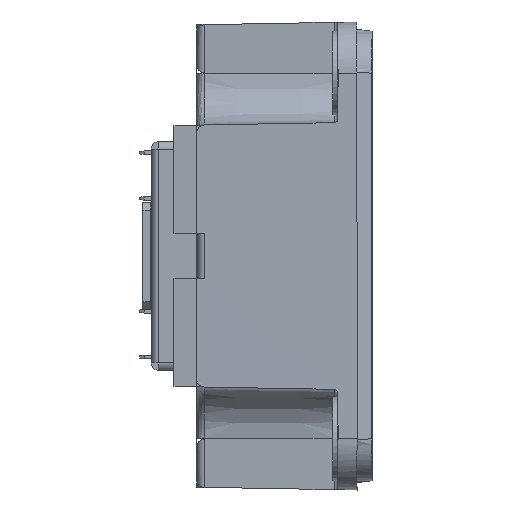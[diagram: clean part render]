
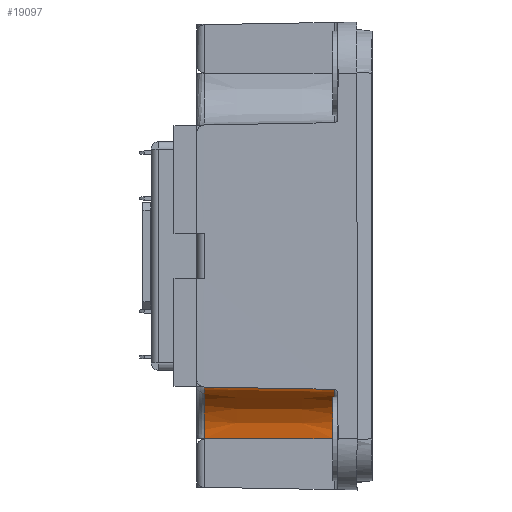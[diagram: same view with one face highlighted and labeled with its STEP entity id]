
A CAD part, left-side view. The second image highlights one B-rep face of the part: STEP entity #19097.
In plain terms, the highlighted conical face has half-angle 1 degrees and reference radius 6.509 mm.
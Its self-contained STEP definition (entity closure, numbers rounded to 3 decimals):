
#175 = VERTEX_POINT ( 'NONE', #2456 ) ;
#216 = EDGE_CURVE ( 'NONE', #259, #175, #2666, .T. ) ;
#259 = VERTEX_POINT ( 'NONE', #2962 ) ;
#2456 = CARTESIAN_POINT ( 'NONE',  ( -46.5, 22.017, -17.194 ) ) ;
#2661 = DIRECTION ( 'NONE',  ( 0., 0., -1. ) ) ;
#2663 = DIRECTION ( 'NONE',  ( 0., -1., 0. ) ) ;
#2665 = AXIS2_PLACEMENT_3D ( 'NONE', #2678, #2663, #2661 ) ;
#2666 = CIRCLE ( 'NONE', #2665, 6.806 ) ;
#2678 = CARTESIAN_POINT ( 'NONE',  ( -46.5, 22.017, -24. ) ) ;
#2962 = CARTESIAN_POINT ( 'NONE',  ( -39.694, 22.017, -24. ) ) ;
#12292 = DIRECTION ( 'NONE',  ( 0., 1., 0. ) ) ;
#12299 = CARTESIAN_POINT ( 'NONE',  ( -46.5, 4.991, -24. ) ) ;
#12302 = FACE_OUTER_BOUND ( 'NONE', #19408, .T. ) ;
#12303 = DIRECTION ( 'NONE',  ( 0., 0., 1. ) ) ;
#12312 = CONICAL_SURFACE ( 'NONE', #12322, 6.509, 0.017 ) ;
#12322 = AXIS2_PLACEMENT_3D ( 'NONE', #12299, #12292, #12303 ) ;
#12358 = CARTESIAN_POINT ( 'NONE',  ( -39.991, 4.991, -24. ) ) ;
#12366 = CARTESIAN_POINT ( 'NONE',  ( -46.5, 4.991, -17.491 ) ) ;
#12367 = CIRCLE ( 'NONE', #12444, 6.509 ) ;
#12439 = DIRECTION ( 'NONE',  ( 0., 0., 1. ) ) ;
#12441 = DIRECTION ( 'NONE',  ( 0., -1., 0. ) ) ;
#12442 = CARTESIAN_POINT ( 'NONE',  ( -46.5, 4.991, -24. ) ) ;
#12444 = AXIS2_PLACEMENT_3D ( 'NONE', #12442, #12441, #12439 ) ;
#12495 = DIRECTION ( 'NONE',  ( 0., 1., 0.017 ) ) ;
#12496 = VECTOR ( 'NONE', #12495, 1000. ) ;
#12498 = CARTESIAN_POINT ( 'NONE',  ( -46.5, 13.504, -17.343 ) ) ;
#12499 = LINE ( 'NONE', #12498, #12496 ) ;
#12586 = DIRECTION ( 'NONE',  ( -0.017, -1., 0. ) ) ;
#12588 = VECTOR ( 'NONE', #12586, 1000. ) ;
#12592 = CARTESIAN_POINT ( 'NONE',  ( -39.843, 13.504, -24. ) ) ;
#12594 = LINE ( 'NONE', #12592, #12588 ) ;
#19018 = ORIENTED_EDGE ( 'NONE', *, *, #19331, .F. ) ;
#19097 = ADVANCED_FACE ( 'NONE', ( #12302 ), #12312, .T. ) ;
#19109 = VERTEX_POINT ( 'NONE', #12366 ) ;
#19131 = EDGE_CURVE ( 'NONE', #19139, #19109, #12367, .T. ) ;
#19139 = VERTEX_POINT ( 'NONE', #12358 ) ;
#19222 = ORIENTED_EDGE ( 'NONE', *, *, #19131, .F. ) ;
#19238 = ORIENTED_EDGE ( 'NONE', *, *, #216, .T. ) ;
#19257 = ORIENTED_EDGE ( 'NONE', *, *, #19259, .F. ) ;
#19259 = EDGE_CURVE ( 'NONE', #19109, #175, #12499, .T. ) ;
#19331 = EDGE_CURVE ( 'NONE', #259, #19139, #12594, .T. ) ;
#19408 = EDGE_LOOP ( 'NONE', ( #19018, #19238, #19257, #19222 ) ) ;
